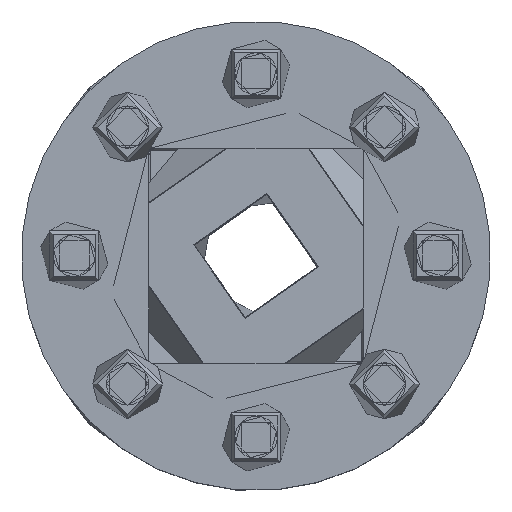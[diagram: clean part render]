
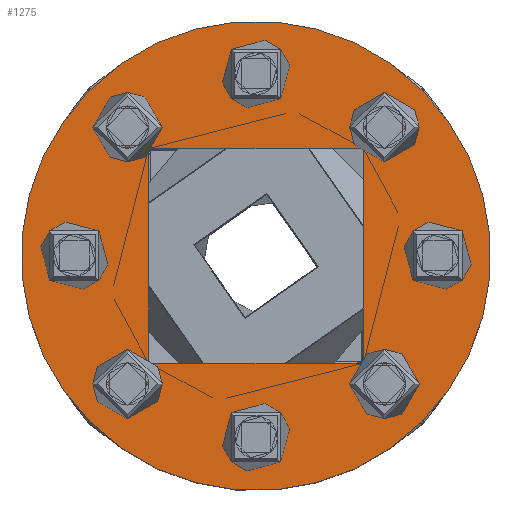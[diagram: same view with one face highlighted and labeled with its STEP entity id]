
A CAD part, top view. The second image highlights one B-rep face of the part: STEP entity #1275.
In plain terms, the highlighted face is planar.
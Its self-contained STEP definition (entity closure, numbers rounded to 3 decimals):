
#1275 = ADVANCED_FACE('',(#1276,#1287,#1298,#1309,#1320,#1331,#1342,
    #1353,#1364,#1375),#1386,.F.);
#1276 = FACE_BOUND('',#1277,.T.);
#1277 = EDGE_LOOP('',(#1278));
#1278 = ORIENTED_EDGE('',*,*,#1279,.T.);
#1279 = EDGE_CURVE('',#1280,#1280,#1282,.T.);
#1280 = VERTEX_POINT('',#1281);
#1281 = CARTESIAN_POINT('',(-80.5,0.,0.));
#1282 = CIRCLE('',#1283,13.5);
#1283 = AXIS2_PLACEMENT_3D('',#1284,#1285,#1286);
#1284 = CARTESIAN_POINT('',(-94.,0.,0.));
#1285 = DIRECTION('',(0.,0.,1.));
#1286 = DIRECTION('',(1.,0.,-0.));
#1287 = FACE_BOUND('',#1288,.T.);
#1288 = EDGE_LOOP('',(#1289));
#1289 = ORIENTED_EDGE('',*,*,#1290,.T.);
#1290 = EDGE_CURVE('',#1291,#1291,#1293,.T.);
#1291 = VERTEX_POINT('',#1292);
#1292 = CARTESIAN_POINT('',(-52.968,66.468,0.));
#1293 = CIRCLE('',#1294,13.5);
#1294 = AXIS2_PLACEMENT_3D('',#1295,#1296,#1297);
#1295 = CARTESIAN_POINT('',(-66.468,66.468,0.));
#1296 = DIRECTION('',(0.,0.,1.));
#1297 = DIRECTION('',(1.,0.,-0.));
#1298 = FACE_BOUND('',#1299,.T.);
#1299 = EDGE_LOOP('',(#1300));
#1300 = ORIENTED_EDGE('',*,*,#1301,.T.);
#1301 = EDGE_CURVE('',#1302,#1302,#1304,.T.);
#1302 = VERTEX_POINT('',#1303);
#1303 = CARTESIAN_POINT('',(13.5,94.,0.));
#1304 = CIRCLE('',#1305,13.5);
#1305 = AXIS2_PLACEMENT_3D('',#1306,#1307,#1308);
#1306 = CARTESIAN_POINT('',(0.,94.,0.));
#1307 = DIRECTION('',(0.,0.,1.));
#1308 = DIRECTION('',(1.,0.,-0.));
#1309 = FACE_BOUND('',#1310,.T.);
#1310 = EDGE_LOOP('',(#1311));
#1311 = ORIENTED_EDGE('',*,*,#1312,.T.);
#1312 = EDGE_CURVE('',#1313,#1313,#1315,.T.);
#1313 = VERTEX_POINT('',#1314);
#1314 = CARTESIAN_POINT('',(79.968,66.468,0.));
#1315 = CIRCLE('',#1316,13.5);
#1316 = AXIS2_PLACEMENT_3D('',#1317,#1318,#1319);
#1317 = CARTESIAN_POINT('',(66.468,66.468,0.));
#1318 = DIRECTION('',(0.,0.,1.));
#1319 = DIRECTION('',(1.,0.,-0.));
#1320 = FACE_BOUND('',#1321,.T.);
#1321 = EDGE_LOOP('',(#1322));
#1322 = ORIENTED_EDGE('',*,*,#1323,.T.);
#1323 = EDGE_CURVE('',#1324,#1324,#1326,.T.);
#1324 = VERTEX_POINT('',#1325);
#1325 = CARTESIAN_POINT('',(107.5,0.,0.));
#1326 = CIRCLE('',#1327,13.5);
#1327 = AXIS2_PLACEMENT_3D('',#1328,#1329,#1330);
#1328 = CARTESIAN_POINT('',(94.,0.,0.));
#1329 = DIRECTION('',(0.,0.,1.));
#1330 = DIRECTION('',(1.,0.,-0.));
#1331 = FACE_BOUND('',#1332,.T.);
#1332 = EDGE_LOOP('',(#1333));
#1333 = ORIENTED_EDGE('',*,*,#1334,.T.);
#1334 = EDGE_CURVE('',#1335,#1335,#1337,.T.);
#1335 = VERTEX_POINT('',#1336);
#1336 = CARTESIAN_POINT('',(79.968,-66.468,0.));
#1337 = CIRCLE('',#1338,13.5);
#1338 = AXIS2_PLACEMENT_3D('',#1339,#1340,#1341);
#1339 = CARTESIAN_POINT('',(66.468,-66.468,0.));
#1340 = DIRECTION('',(0.,0.,1.));
#1341 = DIRECTION('',(1.,0.,-0.));
#1342 = FACE_BOUND('',#1343,.T.);
#1343 = EDGE_LOOP('',(#1344));
#1344 = ORIENTED_EDGE('',*,*,#1345,.T.);
#1345 = EDGE_CURVE('',#1346,#1346,#1348,.T.);
#1346 = VERTEX_POINT('',#1347);
#1347 = CARTESIAN_POINT('',(13.5,-94.,0.));
#1348 = CIRCLE('',#1349,13.5);
#1349 = AXIS2_PLACEMENT_3D('',#1350,#1351,#1352);
#1350 = CARTESIAN_POINT('',(0.,-94.,0.));
#1351 = DIRECTION('',(0.,0.,1.));
#1352 = DIRECTION('',(1.,0.,-0.));
#1353 = FACE_BOUND('',#1354,.T.);
#1354 = EDGE_LOOP('',(#1355));
#1355 = ORIENTED_EDGE('',*,*,#1356,.T.);
#1356 = EDGE_CURVE('',#1357,#1357,#1359,.T.);
#1357 = VERTEX_POINT('',#1358);
#1358 = CARTESIAN_POINT('',(-52.968,-66.468,0.));
#1359 = CIRCLE('',#1360,13.5);
#1360 = AXIS2_PLACEMENT_3D('',#1361,#1362,#1363);
#1361 = CARTESIAN_POINT('',(-66.468,-66.468,0.));
#1362 = DIRECTION('',(0.,0.,1.));
#1363 = DIRECTION('',(1.,0.,-0.));
#1364 = FACE_BOUND('',#1365,.T.);
#1365 = EDGE_LOOP('',(#1366));
#1366 = ORIENTED_EDGE('',*,*,#1367,.T.);
#1367 = EDGE_CURVE('',#1368,#1368,#1370,.T.);
#1368 = VERTEX_POINT('',#1369);
#1369 = CARTESIAN_POINT('',(121.5,0.,0.));
#1370 = CIRCLE('',#1371,121.5);
#1371 = AXIS2_PLACEMENT_3D('',#1372,#1373,#1374);
#1372 = CARTESIAN_POINT('',(0.,0.,0.));
#1373 = DIRECTION('',(0.,0.,-1.));
#1374 = DIRECTION('',(1.,0.,0.));
#1375 = FACE_BOUND('',#1376,.T.);
#1376 = EDGE_LOOP('',(#1377));
#1377 = ORIENTED_EDGE('',*,*,#1378,.T.);
#1378 = EDGE_CURVE('',#1379,#1379,#1381,.T.);
#1379 = VERTEX_POINT('',#1380);
#1380 = CARTESIAN_POINT('',(78.5,0.,0.));
#1381 = CIRCLE('',#1382,78.5);
#1382 = AXIS2_PLACEMENT_3D('',#1383,#1384,#1385);
#1383 = CARTESIAN_POINT('',(0.,0.,0.));
#1384 = DIRECTION('',(0.,0.,1.));
#1385 = DIRECTION('',(1.,0.,-0.));
#1386 = PLANE('',#1387);
#1387 = AXIS2_PLACEMENT_3D('',#1388,#1389,#1390);
#1388 = CARTESIAN_POINT('',(0.,0.,0.));
#1389 = DIRECTION('',(0.,0.,1.));
#1390 = DIRECTION('',(1.,0.,-0.));
